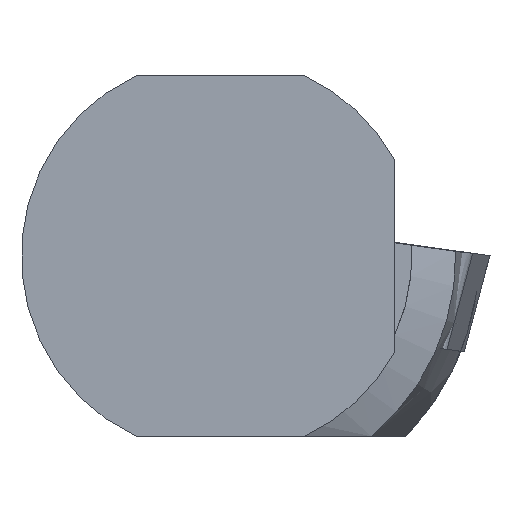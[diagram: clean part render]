
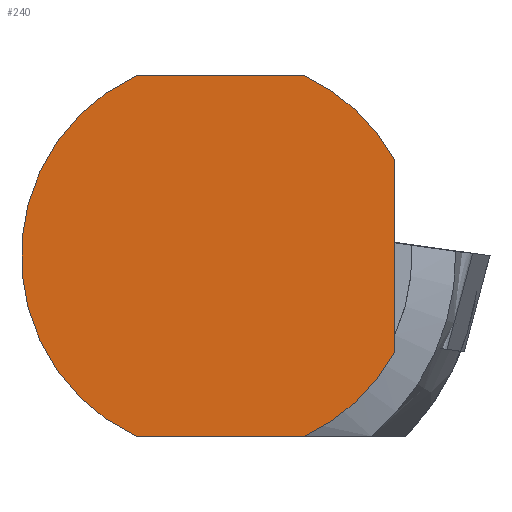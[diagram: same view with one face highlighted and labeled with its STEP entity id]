
A CAD part, left-side view. The second image highlights one B-rep face of the part: STEP entity #240.
In plain terms, the highlighted planar face has unit normal (-1, 0, 0).
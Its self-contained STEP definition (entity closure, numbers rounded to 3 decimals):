
#136=PLANE('',#1689);
#240=ADVANCED_FACE('',(#347),#136,.T.);
#347=FACE_OUTER_BOUND('',#433,.T.);
#433=EDGE_LOOP('',(#840,#841,#842,#843,#844,#845));
#519=CIRCLE('',#1686,8.);
#520=CIRCLE('',#1687,8.);
#521=CIRCLE('',#1688,8.);
#840=ORIENTED_EDGE('',*,*,#1278,.F.);
#841=ORIENTED_EDGE('',*,*,#1313,.F.);
#842=ORIENTED_EDGE('',*,*,#1289,.T.);
#843=ORIENTED_EDGE('',*,*,#1314,.F.);
#844=ORIENTED_EDGE('',*,*,#1315,.F.);
#845=ORIENTED_EDGE('',*,*,#1316,.F.);
#1088=VERTEX_POINT('',#2560);
#1089=VERTEX_POINT('',#2562);
#1099=VERTEX_POINT('',#2595);
#1100=VERTEX_POINT('',#2597);
#1116=VERTEX_POINT('',#2682);
#1117=VERTEX_POINT('',#2684);
#1278=EDGE_CURVE('',#1088,#1089,#1436,.T.);
#1289=EDGE_CURVE('',#1100,#1099,#1442,.T.);
#1313=EDGE_CURVE('',#1100,#1088,#519,.T.);
#1314=EDGE_CURVE('',#1116,#1099,#520,.T.);
#1315=EDGE_CURVE('',#1117,#1116,#1453,.T.);
#1316=EDGE_CURVE('',#1089,#1117,#521,.T.);
#1436=LINE('',#2561,#1542);
#1442=LINE('',#2596,#1548);
#1453=LINE('',#2683,#1559);
#1542=VECTOR('',#1989,1.);
#1548=VECTOR('',#1999,1.);
#1559=VECTOR('',#2040,1.);
#1686=AXIS2_PLACEMENT_3D('',#2680,#2036,#2037);
#1687=AXIS2_PLACEMENT_3D('',#2681,#2038,#2039);
#1688=AXIS2_PLACEMENT_3D('',#2685,#2041,#2042);
#1689=AXIS2_PLACEMENT_3D('',#2686,#2043,#2044);
#1989=DIRECTION('',(0.,0.,-1.));
#1999=DIRECTION('',(0.,1.,0.));
#2036=DIRECTION('',(1.,0.,0.));
#2037=DIRECTION('',(0.,0.,1.));
#2038=DIRECTION('',(1.,0.,0.));
#2039=DIRECTION('',(0.,0.,1.));
#2040=DIRECTION('',(0.,1.,0.));
#2041=DIRECTION('',(1.,0.,0.));
#2042=DIRECTION('',(0.,0.,1.));
#2043=DIRECTION('',(-1.,0.,0.));
#2044=DIRECTION('',(0.,0.,-1.));
#2560=CARTESIAN_POINT('',(-151.304,3.921,3.873));
#2561=CARTESIAN_POINT('',(-151.304,3.921,10.));
#2562=CARTESIAN_POINT('',(-151.304,3.921,-3.873));
#2595=CARTESIAN_POINT('',(-151.304,14.303,7.25));
#2596=CARTESIAN_POINT('',(-151.304,2.921,7.25));
#2597=CARTESIAN_POINT('',(-151.304,7.539,7.25));
#2680=CARTESIAN_POINT('',(-151.304,10.921,0.));
#2681=CARTESIAN_POINT('',(-151.304,10.921,0.));
#2682=CARTESIAN_POINT('',(-151.304,14.303,-7.25));
#2683=CARTESIAN_POINT('',(-151.304,2.921,-7.25));
#2684=CARTESIAN_POINT('',(-151.304,7.539,-7.25));
#2685=CARTESIAN_POINT('',(-151.304,10.921,0.));
#2686=CARTESIAN_POINT('',(-151.304,2.921,0.));
